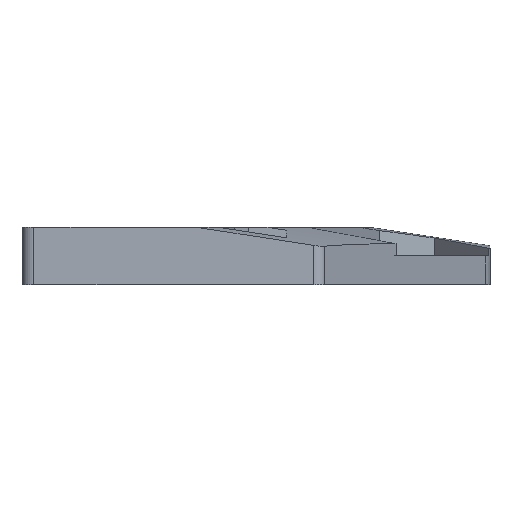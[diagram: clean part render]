
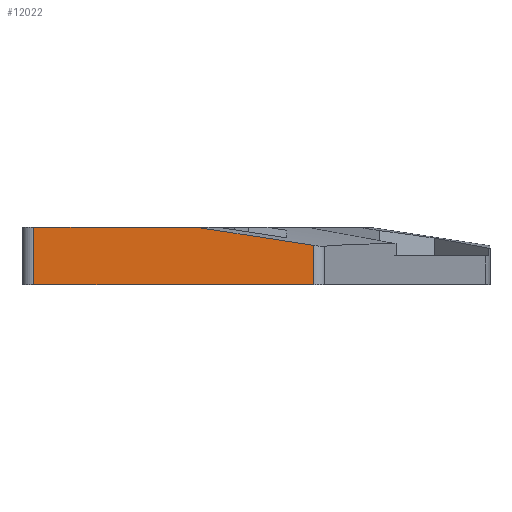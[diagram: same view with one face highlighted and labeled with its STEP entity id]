
A CAD part, left-side view. The second image highlights one B-rep face of the part: STEP entity #12022.
In plain terms, the highlighted planar face has unit normal (-1, 0, 0).
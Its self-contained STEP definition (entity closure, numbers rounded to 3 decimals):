
#547=PLANE('',#12683);
#1955=LINE('',#20973,#3504);
#1976=LINE('',#21017,#3525);
#1977=LINE('',#21020,#3526);
#1978=LINE('',#21022,#3527);
#1979=LINE('',#21023,#3528);
#3504=VECTOR('',#14966,10.);
#3525=VECTOR('',#14999,10.);
#3526=VECTOR('',#15002,10.);
#3527=VECTOR('',#15003,10.);
#3528=VECTOR('',#15004,10.);
#4332=FACE_OUTER_BOUND('',#4999,.T.);
#4999=EDGE_LOOP('',(#10271,#10272,#10273,#10274,#10275));
#6263=VERTEX_POINT('',#20970);
#6264=VERTEX_POINT('',#20972);
#6280=VERTEX_POINT('',#21013);
#6282=VERTEX_POINT('',#21019);
#6283=VERTEX_POINT('',#21021);
#7763=EDGE_CURVE('',#6263,#6264,#1955,.T.);
#7787=EDGE_CURVE('',#6264,#6280,#1976,.T.);
#7788=EDGE_CURVE('',#6282,#6263,#1977,.T.);
#7789=EDGE_CURVE('',#6282,#6283,#1978,.T.);
#7790=EDGE_CURVE('',#6280,#6283,#1979,.T.);
#10271=ORIENTED_EDGE('',*,*,#7787,.F.);
#10272=ORIENTED_EDGE('',*,*,#7763,.F.);
#10273=ORIENTED_EDGE('',*,*,#7788,.F.);
#10274=ORIENTED_EDGE('',*,*,#7789,.T.);
#10275=ORIENTED_EDGE('',*,*,#7790,.F.);
#12022=ADVANCED_FACE('',(#4332),#547,.T.);
#12683=AXIS2_PLACEMENT_3D('',#21018,#15000,#15001);
#14966=DIRECTION('',(0.,1.,0.));
#14999=DIRECTION('',(0.,0.,1.));
#15000=DIRECTION('center_axis',(-1.,0.,0.));
#15001=DIRECTION('ref_axis',(0.,-1.,0.));
#15002=DIRECTION('',(0.,0.,-1.));
#15003=DIRECTION('',(0.,0.988,0.153));
#15004=DIRECTION('',(0.,-1.,0.));
#20970=CARTESIAN_POINT('',(33.75,-115.852,-3.5));
#20972=CARTESIAN_POINT('',(33.75,-44.777,-3.5));
#20973=CARTESIAN_POINT('',(33.75,-38.92,-3.5));
#21013=CARTESIAN_POINT('',(33.75,-44.777,11.));
#21017=CARTESIAN_POINT('',(33.75,-44.777,0.));
#21018=CARTESIAN_POINT('Origin',(33.75,-41.777,0.));
#21019=CARTESIAN_POINT('',(33.75,-115.852,6.447));
#21020=CARTESIAN_POINT('',(33.75,-115.852,0.));
#21021=CARTESIAN_POINT('',(33.75,-86.391,11.));
#21022=CARTESIAN_POINT('',(33.75,58.872,33.452));
#21023=CARTESIAN_POINT('',(33.75,-38.92,11.));
